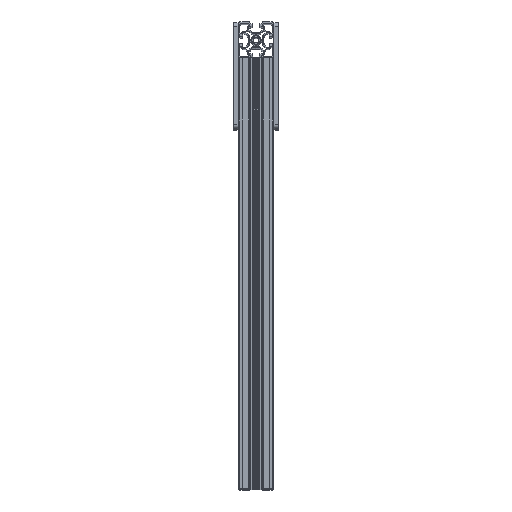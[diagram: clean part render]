
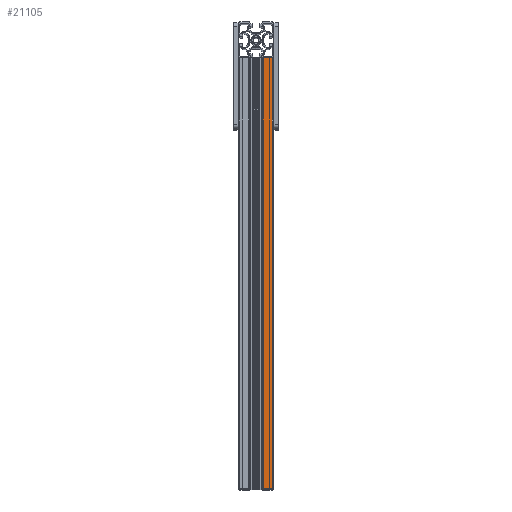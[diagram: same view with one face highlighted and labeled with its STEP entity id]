
A CAD part, top view. The second image highlights one B-rep face of the part: STEP entity #21105.
In plain terms, the highlighted face is planar.
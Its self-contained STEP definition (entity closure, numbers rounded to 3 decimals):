
#15078=CARTESIAN_POINT('',(-22.5,20.1,540.));
#15079=VERTEX_POINT('NONE',#15078);
#15087=CARTESIAN_POINT('',(-22.5,8.581,540.));
#15088=VERTEX_POINT('NONE',#15087);
#15089=CARTESIAN_POINT('',(-22.5,20.1,540.));
#15090=DIRECTION('',(0.,-1.,0.));
#15091=VECTOR('',#15090,11.519);
#15092=LINE('',#15089,#15091);
#15093=EDGE_CURVE('NONE',#15079,#15088,#15092,.T.);
#18293=CARTESIAN_POINT('',(-22.5,8.581,0.));
#18294=VERTEX_POINT('NONE',#18293);
#18302=CARTESIAN_POINT('',(-22.5,20.1,0.));
#18303=VERTEX_POINT('NONE',#18302);
#18304=CARTESIAN_POINT('',(-22.5,20.1,0.));
#18305=DIRECTION('',(0.,-1.,0.));
#18306=VECTOR('',#18305,11.519);
#18307=LINE('',#18304,#18306);
#18308=EDGE_CURVE('NONE',#18303,#18294,#18307,.T.);
#20442=CARTESIAN_POINT('',(-22.5,20.1,540.));
#20443=DIRECTION('',(0.,0.,-1.));
#20444=VECTOR('',#20443,540.);
#20445=LINE('',#20442,#20444);
#20446=EDGE_CURVE('NONE',#15079,#18303,#20445,.T.);
#21089=CARTESIAN_POINT('',(-22.5,20.1,540.));
#21090=DIRECTION('',(1.,0.,0.));
#21091=DIRECTION('',(0.,0.,-1.));
#21092=AXIS2_PLACEMENT_3D('',#21089,#21090,#21091);
#21093=PLANE('',#21092);
#21094=ORIENTED_EDGE('NONE',*,*,#18308,.T.);
#21095=CARTESIAN_POINT('',(-22.5,8.581,540.));
#21096=DIRECTION('',(0.,0.,-1.));
#21097=VECTOR('',#21096,540.);
#21098=LINE('',#21095,#21097);
#21099=EDGE_CURVE('NONE',#15088,#18294,#21098,.T.);
#21100=ORIENTED_EDGE('NONE',*,*,#21099,.F.);
#21101=ORIENTED_EDGE('NONE',*,*,#15093,.F.);
#21102=ORIENTED_EDGE('NONE',*,*,#20446,.T.);
#21103=EDGE_LOOP('NONE',(#21094,#21100,#21101,#21102));
#21104=FACE_BOUND('',#21103,.T.);
#21105=ADVANCED_FACE('NONE',(#21104),#21093,.F.);
